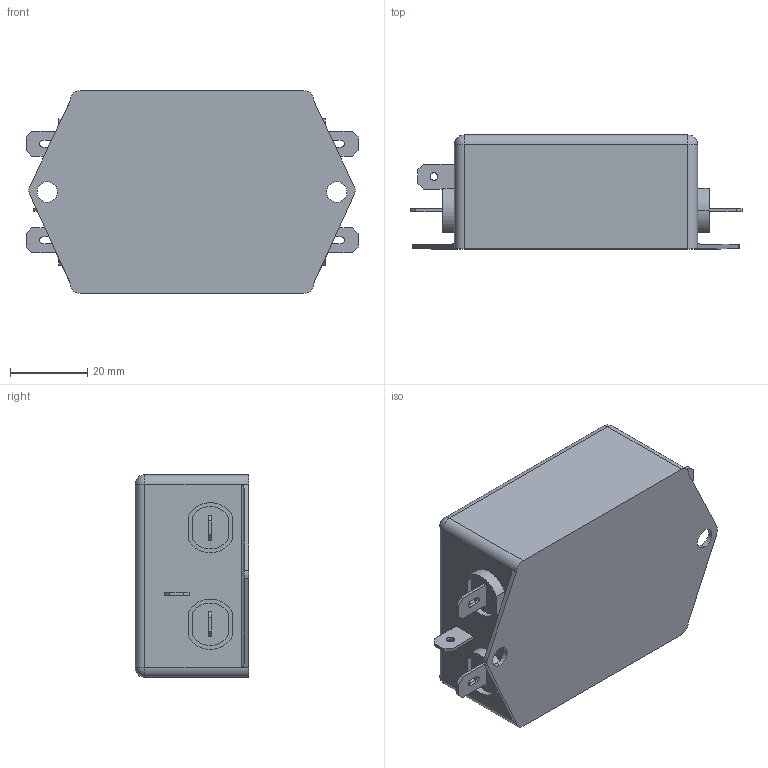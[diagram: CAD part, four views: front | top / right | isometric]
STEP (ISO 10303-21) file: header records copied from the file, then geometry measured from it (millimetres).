
FILE_DESCRIPTION (( 'STEP AP214' ), '1' );
FILE_NAME ('RES90F03.step', '2015-09-21T11:30:13', ( '' ), ( '' ), 'SwSTEP 2.0', 'SolidWorks 2015', '' );
FILE_SCHEMA (( 'AUTOMOTIVE_DESIGN' ));
Length unit declared in the file: millimetre
Products named in the file (1): RES90F03
Bounding box: 86 x 29.5 x 52.5 mm (x, y, z)
Volume: 98906.8 mm3; surface area: 15385.1 mm2
Topology: 1 solids, 1 shells, 133 faces, 342 edges, 220 vertices
Faces by surface type: plane 79, cylinder 50, sphere 4
Entity records: 4062 total; most frequent: CARTESIAN_POINT 704, DIRECTION 698, ORIENTED_EDGE 676, EDGE_CURVE 338, VECTOR 238, LINE 238, AXIS2_PLACEMENT_3D 230, VERTEX_POINT 220
